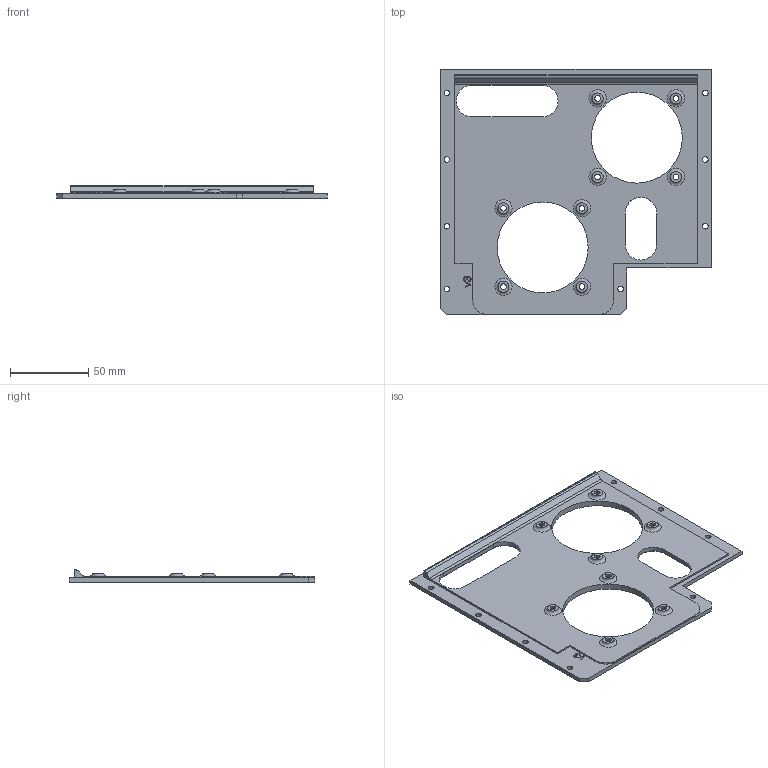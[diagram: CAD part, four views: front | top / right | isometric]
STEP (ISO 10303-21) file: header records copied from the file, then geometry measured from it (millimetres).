
FILE_DESCRIPTION(/* description */ (''),/* implementation_level */ '2;1');
FILE_NAME(/* name */ 'Rear Panel - Dual 60mm - HSI.step',/* time_stamp */ '2023-11-11T13:03:41-06:00',/* author */ (''),/* organization */ (''),/* preprocessor_version */ 'ST-DEVELOPER v20',/* originating_system */ 'Autodesk Translation Framework v12.14.0.127',/* authorisation */ '');
FILE_SCHEMA (('AUTOMOTIVE_DESIGN { 1 0 10303 214 3 1 1 }'));
Length unit declared in the file: millimetre
Products named in the file (1): Rear Panel - Dual 60mm
Bounding box: 172.55 x 156.8 x 7.8 mm (x, y, z)
Volume: 67465.5 mm3; surface area: 42669.1 mm2
Topology: 1 solids, 1 shells, 134 faces, 331 edges, 218 vertices
Faces by surface type: plane 59, bspline 29, cylinder 26, cone 12, torus 8
Full cylindrical faces by diameter (mm): 3.6 x16, 58 x2
Entity records: 4370 total; most frequent: CARTESIAN_POINT 1177, ORIENTED_EDGE 662, DIRECTION 581, EDGE_CURVE 331, VERTEX_POINT 218, AXIS2_PLACEMENT_3D 202, EDGE_LOOP 193, LINE 177
